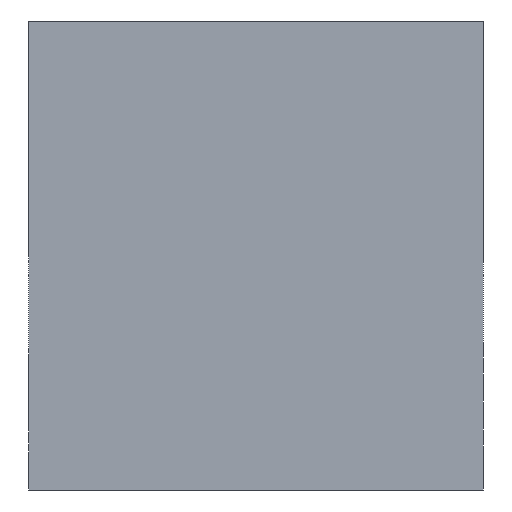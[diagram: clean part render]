
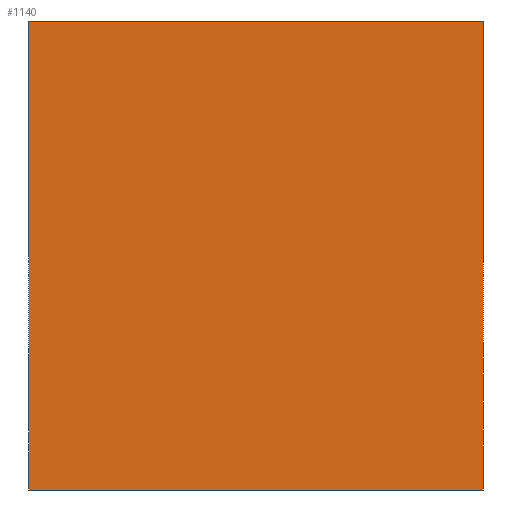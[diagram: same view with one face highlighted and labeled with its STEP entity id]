
A CAD part, left-side view. The second image highlights one B-rep face of the part: STEP entity #1140.
In plain terms, the highlighted planar face has unit normal (-1, 0, 0).
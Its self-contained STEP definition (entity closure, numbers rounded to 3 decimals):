
#119 = VERTEX_POINT ( 'NONE', #228 ) ;
#120 = VERTEX_POINT ( 'NONE', #229 ) ;
#123 = VERTEX_POINT ( 'NONE', #232 ) ;
#125 = VERTEX_POINT ( 'NONE', #234 ) ;
#228 = CARTESIAN_POINT ( 'NONE',  ( -50., 35., 35. ) ) ;
#229 = CARTESIAN_POINT ( 'NONE',  ( -50., -33., 35. ) ) ;
#232 = CARTESIAN_POINT ( 'NONE',  ( -50., -33., -35. ) ) ;
#234 = CARTESIAN_POINT ( 'NONE',  ( -50., 35., -35. ) ) ;
#439 = EDGE_CURVE ( 'NONE', #119, #120, #1080, .T. ) ;
#445 = EDGE_CURVE ( 'NONE', #125, #123, #1094, .T. ) ;
#448 = EDGE_CURVE ( 'NONE', #119, #125, #1097, .T. ) ;
#452 = EDGE_CURVE ( 'NONE', #120, #123, #1972, .T. ) ;
#523 = ORIENTED_EDGE ( 'NONE', *, *, #452, .F. ) ;
#524 = ORIENTED_EDGE ( 'NONE', *, *, #439, .F. ) ;
#525 = ORIENTED_EDGE ( 'NONE', *, *, #448, .T. ) ;
#526 = ORIENTED_EDGE ( 'NONE', *, *, #445, .T. ) ;
#792 = EDGE_LOOP ( 'NONE', ( #523, #524, #525, #526 ) ) ;
#1080 = LINE ( 'NONE', #1539, #1085 ) ;
#1085 = VECTOR ( 'NONE', #1540, 1000. ) ;
#1090 = VECTOR ( 'NONE', #1553, 1000. ) ;
#1094 = LINE ( 'NONE', #1552, #1090 ) ;
#1097 = LINE ( 'NONE', #1554, #1971 ) ;
#1140 = ADVANCED_FACE ( 'NONE', ( #2122 ), #1825, .F. ) ;
#1313 = AXIS2_PLACEMENT_3D ( 'NONE', #1759, #1836, #1837 ) ;
#1539 = CARTESIAN_POINT ( 'NONE',  ( -50., 35., 35. ) ) ;
#1540 = DIRECTION ( 'NONE',  ( 0., -1., 0. ) ) ;
#1552 = CARTESIAN_POINT ( 'NONE',  ( -50., 35., -35. ) ) ;
#1553 = DIRECTION ( 'NONE',  ( 0., -1., 0. ) ) ;
#1554 = CARTESIAN_POINT ( 'NONE',  ( -50., 35., 35. ) ) ;
#1560 = DIRECTION ( 'NONE',  ( 0., 0., -1. ) ) ;
#1570 = CARTESIAN_POINT ( 'NONE',  ( -50., -33., 35. ) ) ;
#1571 = DIRECTION ( 'NONE',  ( 0., 0., -1. ) ) ;
#1759 = CARTESIAN_POINT ( 'NONE',  ( -50., 35., 35. ) ) ;
#1825 = PLANE ( 'NONE',  #1313 ) ;
#1836 = DIRECTION ( 'NONE',  ( 1., 0., 0. ) ) ;
#1837 = DIRECTION ( 'NONE',  ( 0., 0., -1. ) ) ;
#1971 = VECTOR ( 'NONE', #1560, 1000. ) ;
#1972 = LINE ( 'NONE', #1570, #1974 ) ;
#1974 = VECTOR ( 'NONE', #1571, 1000. ) ;
#2122 = FACE_OUTER_BOUND ( 'NONE', #792, .T. ) ;
